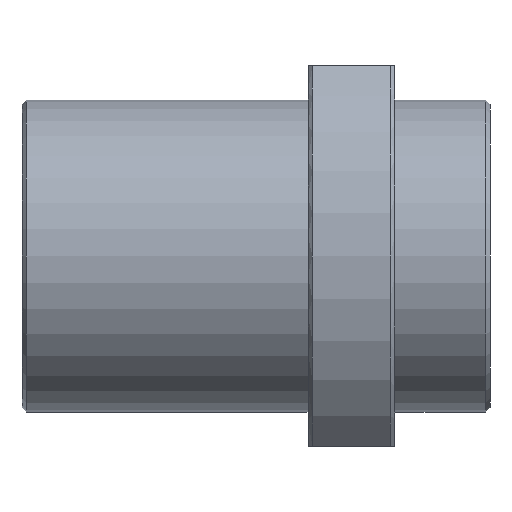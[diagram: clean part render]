
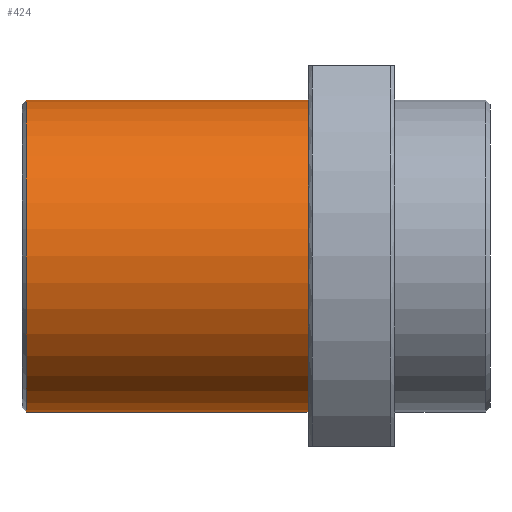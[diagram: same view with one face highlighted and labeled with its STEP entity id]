
A CAD part, front view. The second image highlights one B-rep face of the part: STEP entity #424.
In plain terms, the highlighted cylindrical face has radius 18 mm (diameter 36 mm), a full revolution.
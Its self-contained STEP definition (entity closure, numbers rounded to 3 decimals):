
#8 = EDGE_CURVE ( 'NONE', #497, #497, #396, .T. ) ;
#43 = DIRECTION ( 'NONE',  ( 0., 0., 1. ) ) ;
#51 = EDGE_LOOP ( 'NONE', ( #357 ) ) ;
#67 = DIRECTION ( 'NONE',  ( -1., 0., 0. ) ) ;
#105 = EDGE_CURVE ( 'NONE', #139, #139, #584, .T. ) ;
#109 = FACE_OUTER_BOUND ( 'NONE', #711, .T. ) ;
#139 = VERTEX_POINT ( 'NONE', #638 ) ;
#181 = ORIENTED_EDGE ( 'NONE', *, *, #8, .T. ) ;
#204 = DIRECTION ( 'NONE',  ( 0., 0., -1. ) ) ;
#274 = CARTESIAN_POINT ( 'NONE',  ( 0.5, 0., 0. ) ) ;
#357 = ORIENTED_EDGE ( 'NONE', *, *, #105, .T. ) ;
#359 = AXIS2_PLACEMENT_3D ( 'NONE', #816, #67, #828 ) ;
#369 = CARTESIAN_POINT ( 'NONE',  ( 0.5, 0., -18. ) ) ;
#393 = FACE_OUTER_BOUND ( 'NONE', #51, .T. ) ;
#396 = CIRCLE ( 'NONE', #869, 18. ) ;
#401 = CARTESIAN_POINT ( 'NONE',  ( 0., 0., 0. ) ) ;
#424 = ADVANCED_FACE ( 'NONE', ( #109, #393 ), #534, .T. ) ;
#465 = DIRECTION ( 'NONE',  ( -1., 0., 0. ) ) ;
#497 = VERTEX_POINT ( 'NONE', #369 ) ;
#534 = CYLINDRICAL_SURFACE ( 'NONE', #785, 18. ) ;
#584 = CIRCLE ( 'NONE', #359, 18. ) ;
#638 = CARTESIAN_POINT ( 'NONE',  ( 33., 0., 18. ) ) ;
#676 = DIRECTION ( 'NONE',  ( 1., 0., 0. ) ) ;
#711 = EDGE_LOOP ( 'NONE', ( #181 ) ) ;
#785 = AXIS2_PLACEMENT_3D ( 'NONE', #401, #465, #43 ) ;
#816 = CARTESIAN_POINT ( 'NONE',  ( 33., 0., 0. ) ) ;
#828 = DIRECTION ( 'NONE',  ( 0., 0., 1. ) ) ;
#869 = AXIS2_PLACEMENT_3D ( 'NONE', #274, #676, #204 ) ;
